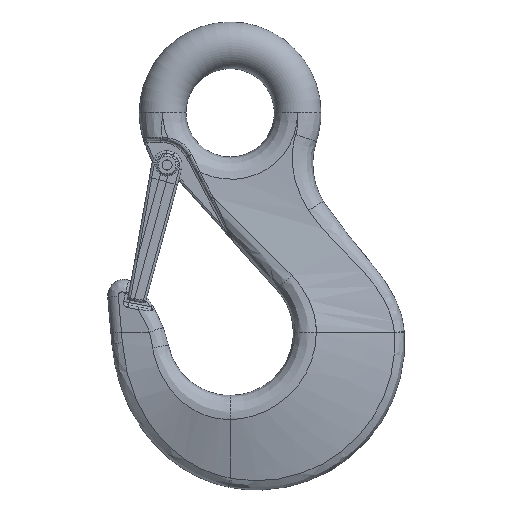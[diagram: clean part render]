
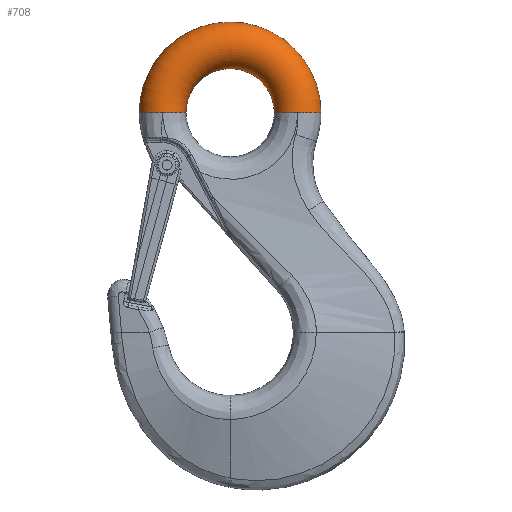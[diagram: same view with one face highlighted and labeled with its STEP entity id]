
A CAD part, top view. The second image highlights one B-rep face of the part: STEP entity #708.
In plain terms, the highlighted toroidal (fillet/blend) face has major radius 53.5 mm and minor radius 18.5 mm.
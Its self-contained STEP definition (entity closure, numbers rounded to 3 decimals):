
#66=TOROIDAL_SURFACE('',#5418,53.5,18.5);
#90=FACE_BOUND('',#1405,.T.);
#91=FACE_BOUND('',#1406,.T.);
#343=(
BOUNDED_CURVE()
B_SPLINE_CURVE(2,(#13211,#13212,#13213),.UNSPECIFIED.,.F.,.F.)
B_SPLINE_CURVE_WITH_KNOTS((3,3),(0.,1.),.UNSPECIFIED.)
CURVE()
GEOMETRIC_REPRESENTATION_ITEM()
RATIONAL_B_SPLINE_CURVE((1.,0.707,1.))
REPRESENTATION_ITEM('')
);
#708=ADVANCED_FACE('',(#90,#91),#66,.T.);
#1405=EDGE_LOOP('',(#3056,#3057,#3058,#3059,#3060,#3061));
#1406=EDGE_LOOP('',(#3062,#3063,#3064,#3065));
#3056=ORIENTED_EDGE('',*,*,#4611,.T.);
#3057=ORIENTED_EDGE('',*,*,#4612,.F.);
#3058=ORIENTED_EDGE('',*,*,#4613,.F.);
#3059=ORIENTED_EDGE('',*,*,#4614,.T.);
#3060=ORIENTED_EDGE('',*,*,#4615,.F.);
#3061=ORIENTED_EDGE('',*,*,#4616,.T.);
#3062=ORIENTED_EDGE('',*,*,#4617,.T.);
#3063=ORIENTED_EDGE('',*,*,#4618,.F.);
#3064=ORIENTED_EDGE('',*,*,#4619,.F.);
#3065=ORIENTED_EDGE('',*,*,#4620,.T.);
#3885=VERTEX_POINT('',#10213);
#3891=VERTEX_POINT('',#10854);
#3937=VERTEX_POINT('',#11190);
#3944=VERTEX_POINT('',#11378);
#3946=VERTEX_POINT('',#11448);
#3966=VERTEX_POINT('',#13180);
#3967=VERTEX_POINT('',#13185);
#3968=VERTEX_POINT('',#13192);
#3969=VERTEX_POINT('',#13199);
#3970=VERTEX_POINT('',#13210);
#4611=EDGE_CURVE('',#3946,#3937,#5004,.T.);
#4612=EDGE_CURVE('',#3966,#3937,#5005,.T.);
#4613=EDGE_CURVE('',#3967,#3966,#5006,.T.);
#4614=EDGE_CURVE('',#3967,#3968,#5007,.T.);
#4615=EDGE_CURVE('',#3969,#3968,#5008,.T.);
#4616=EDGE_CURVE('',#3969,#3946,#5009,.T.);
#4617=EDGE_CURVE('',#3970,#3891,#5010,.T.);
#4618=EDGE_CURVE('',#3885,#3891,#343,.T.);
#4619=EDGE_CURVE('',#3944,#3885,#5011,.T.);
#4620=EDGE_CURVE('',#3944,#3970,#5012,.T.);
#5004=B_SPLINE_CURVE_WITH_KNOTS('',3,(#13164,#13165,#13166,#13167,#13168,
#13169),.UNSPECIFIED.,.F.,.F.,(4,2,4),(0.,0.5,1.),.UNSPECIFIED.);
#5005=B_SPLINE_CURVE_WITH_KNOTS('',3,(#13170,#13171,#13172,#13173,#13174,
#13175,#13176,#13177,#13178,#13179),.UNSPECIFIED.,.F.,.F.,(4,2,2,2,4),(0.,
0.25,0.5,0.75,1.),.UNSPECIFIED.);
#5006=B_SPLINE_CURVE_WITH_KNOTS('',3,(#13181,#13182,#13183,#13184),.UNSPECIFIED.,
.F.,.F.,(4,4),(0.,1.),.UNSPECIFIED.);
#5007=B_SPLINE_CURVE_WITH_KNOTS('',3,(#13186,#13187,#13188,#13189,#13190,
#13191),.UNSPECIFIED.,.F.,.F.,(4,2,4),(0.,0.5,1.),.UNSPECIFIED.);
#5008=B_SPLINE_CURVE_WITH_KNOTS('',3,(#13193,#13194,#13195,#13196,#13197,
#13198),.UNSPECIFIED.,.F.,.F.,(4,2,4),(0.,0.5,1.),.UNSPECIFIED.);
#5009=B_SPLINE_CURVE_WITH_KNOTS('',3,(#13200,#13201,#13202,#13203),.UNSPECIFIED.,
.F.,.F.,(4,4),(0.,1.),.UNSPECIFIED.);
#5010=B_SPLINE_CURVE_WITH_KNOTS('',3,(#13204,#13205,#13206,#13207,#13208,
#13209),.UNSPECIFIED.,.F.,.F.,(4,2,4),(0.,0.5,1.),.UNSPECIFIED.);
#5011=B_SPLINE_CURVE_WITH_KNOTS('',3,(#13214,#13215,#13216,#13217,#13218,
#13219),.UNSPECIFIED.,.F.,.F.,(4,2,4),(0.,0.5,1.),.UNSPECIFIED.);
#5012=B_SPLINE_CURVE_WITH_KNOTS('',3,(#13220,#13221,#13222,#13223,#13224,
#13225,#13226,#13227,#13228,#13229,#13230,#13231,#13232,#13233,#13234,#13235),
.UNSPECIFIED.,.F.,.F.,(4,2,2,2,2,2,2,4),(0.,0.25,0.5,
0.531,0.562,0.625,0.75,
1.),.UNSPECIFIED.);
#5418=AXIS2_PLACEMENT_3D('',#13236,#6347,#6348);
#6347=DIRECTION('',(0.,0.,1.));
#6348=DIRECTION('',(1.,0.,0.));
#10213=CARTESIAN_POINT('',(-53.5,174.,18.5));
#10854=CARTESIAN_POINT('',(-72.,173.993,0.));
#11190=CARTESIAN_POINT('',(72.,174.007,0.));
#11378=CARTESIAN_POINT('',(-35.,173.997,0.));
#11448=CARTESIAN_POINT('',(53.5,174.,18.5));
#13164=CARTESIAN_POINT('',(53.5,174.,18.5));
#13165=CARTESIAN_POINT('',(58.343,174.001,18.5));
#13166=CARTESIAN_POINT('',(63.157,174.002,16.506));
#13167=CARTESIAN_POINT('',(70.006,174.005,9.657));
#13168=CARTESIAN_POINT('',(72.,174.006,4.843));
#13169=CARTESIAN_POINT('',(72.,174.007,0.));
#13170=CARTESIAN_POINT('',(53.5,174.,-18.5));
#13171=CARTESIAN_POINT('',(55.68,174.,-18.5));
#13172=CARTESIAN_POINT('',(58.032,174.001,-18.103));
#13173=CARTESIAN_POINT('',(62.587,174.002,-16.3));
#13174=CARTESIAN_POINT('',(64.775,174.002,-14.888));
#13175=CARTESIAN_POINT('',(68.388,174.004,-11.275));
#13176=CARTESIAN_POINT('',(69.8,174.004,-9.087));
#13177=CARTESIAN_POINT('',(71.603,174.006,-4.532));
#13178=CARTESIAN_POINT('',(72.,174.007,-2.18));
#13179=CARTESIAN_POINT('',(72.,174.007,0.));
#13180=CARTESIAN_POINT('',(53.5,174.,-18.5));
#13181=CARTESIAN_POINT('',(53.5,174.093,-18.5));
#13182=CARTESIAN_POINT('',(53.5,174.062,-18.5));
#13183=CARTESIAN_POINT('',(53.5,174.031,-18.5));
#13184=CARTESIAN_POINT('',(53.5,174.,-18.5));
#13185=CARTESIAN_POINT('',(53.5,174.093,-18.5));
#13186=CARTESIAN_POINT('',(53.5,174.093,-18.5));
#13187=CARTESIAN_POINT('',(48.613,174.084,-18.5));
#13188=CARTESIAN_POINT('',(43.847,174.076,-16.513));
#13189=CARTESIAN_POINT('',(36.978,174.065,-9.637));
#13190=CARTESIAN_POINT('',(35.,174.062,-4.821));
#13191=CARTESIAN_POINT('',(35.,174.062,0.));
#13192=CARTESIAN_POINT('',(35.,174.062,0.));
#13193=CARTESIAN_POINT('',(53.5,174.093,18.5));
#13194=CARTESIAN_POINT('',(48.613,174.084,18.5));
#13195=CARTESIAN_POINT('',(43.847,174.076,16.513));
#13196=CARTESIAN_POINT('',(36.978,174.065,9.637));
#13197=CARTESIAN_POINT('',(35.,174.062,4.821));
#13198=CARTESIAN_POINT('',(35.,174.062,0.));
#13199=CARTESIAN_POINT('',(53.5,174.093,18.5));
#13200=CARTESIAN_POINT('',(53.5,174.093,18.5));
#13201=CARTESIAN_POINT('',(53.5,174.062,18.5));
#13202=CARTESIAN_POINT('',(53.5,174.031,18.5));
#13203=CARTESIAN_POINT('',(53.5,174.,18.5));
#13204=CARTESIAN_POINT('',(-53.5,174.,-18.5));
#13205=CARTESIAN_POINT('',(-58.343,173.999,-18.5));
#13206=CARTESIAN_POINT('',(-63.157,173.998,-16.506));
#13207=CARTESIAN_POINT('',(-70.006,173.996,-9.657));
#13208=CARTESIAN_POINT('',(-72.,173.994,-4.843));
#13209=CARTESIAN_POINT('',(-72.,173.993,0.));
#13210=CARTESIAN_POINT('',(-53.5,174.,-18.5));
#13211=CARTESIAN_POINT('',(-53.5,174.,18.5));
#13212=CARTESIAN_POINT('',(-72.,173.998,18.5));
#13213=CARTESIAN_POINT('',(-72.,173.993,0.));
#13214=CARTESIAN_POINT('',(-35.,173.997,0.));
#13215=CARTESIAN_POINT('',(-35.,173.998,4.843));
#13216=CARTESIAN_POINT('',(-36.994,173.999,9.657));
#13217=CARTESIAN_POINT('',(-43.843,174.,16.506));
#13218=CARTESIAN_POINT('',(-48.657,174.,18.5));
#13219=CARTESIAN_POINT('',(-53.5,174.,18.5));
#13220=CARTESIAN_POINT('',(-35.,173.997,0.));
#13221=CARTESIAN_POINT('',(-35.,173.998,-3.021));
#13222=CARTESIAN_POINT('',(-35.738,173.998,-5.713));
#13223=CARTESIAN_POINT('',(-37.807,173.999,-10.092));
#13224=CARTESIAN_POINT('',(-39.13,174.,-11.793));
#13225=CARTESIAN_POINT('',(-40.58,174.,-13.243));
#13226=CARTESIAN_POINT('',(-40.798,174.,-13.453));
#13227=CARTESIAN_POINT('',(-41.195,174.,-13.817));
#13228=CARTESIAN_POINT('',(-41.399,174.,-13.996));
#13229=CARTESIAN_POINT('',(-42.028,174.,-14.524));
#13230=CARTESIAN_POINT('',(-42.471,174.,-14.864));
#13231=CARTESIAN_POINT('',(-43.867,174.,-15.835));
#13232=CARTESIAN_POINT('',(-44.89,174.,-16.419));
#13233=CARTESIAN_POINT('',(-48.21,174.,-17.892));
#13234=CARTESIAN_POINT('',(-50.771,174.,-18.5));
#13235=CARTESIAN_POINT('',(-53.5,174.,-18.5));
#13236=CARTESIAN_POINT('',(0.,174.,0.));
